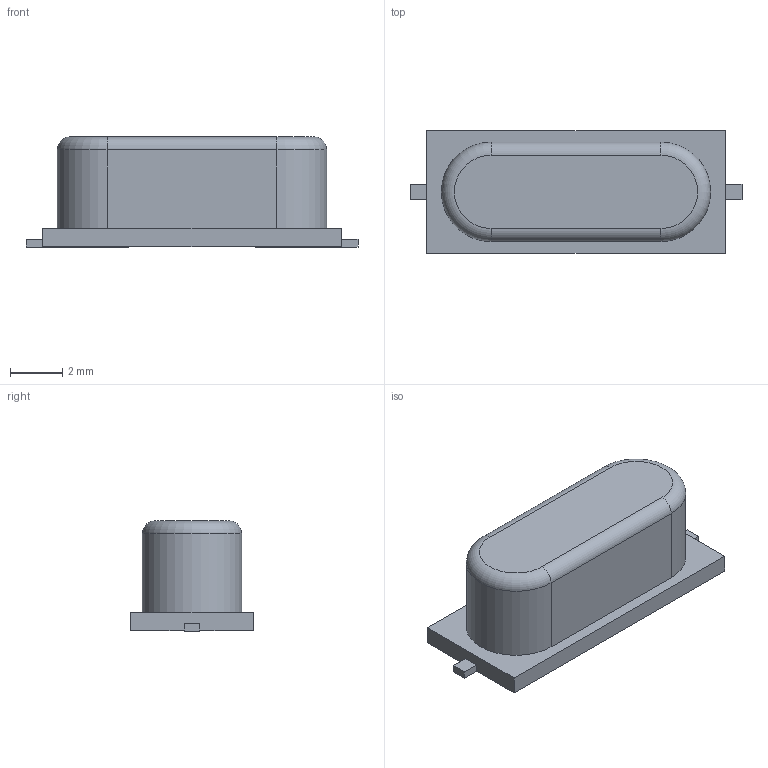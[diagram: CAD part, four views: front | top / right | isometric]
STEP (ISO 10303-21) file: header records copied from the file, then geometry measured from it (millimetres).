
FILE_DESCRIPTION( ( '' ), ' ' );
FILE_NAME( '59f29155c934870ac8b016f7.step', '2017-10-27T01:52:21', ( '' ), ( '' ), ' ', ' ', ' ' );
FILE_SCHEMA( ( 'AUTOMOTIVE_DESIGN { 1 0 10303 214 1 1 1 1 }' ) );
Length unit declared in the file: metre
Products named in the file (1): Open CASCADE STEP translator 6.8 1
Bounding box: 12.7 x 4.7 x 4.22 mm (x, y, z)
Volume: 162.7 mm3; surface area: 214.2 mm2
Topology: 1 solids, 1 shells, 27 faces, 68 edges, 44 vertices
Faces by surface type: plane 21, cylinder 4, torus 2
Entity records: 1372 total; most frequent: CARTESIAN_POINT 140, ORIENTED_EDGE 136, DIRECTION 134, STYLED_ITEM 95, PRESENTATION_STYLE_ASSIGNMENT 95, COLOUR_RGB 95, EDGE_CURVE 68, CURVE_STYLE 68
